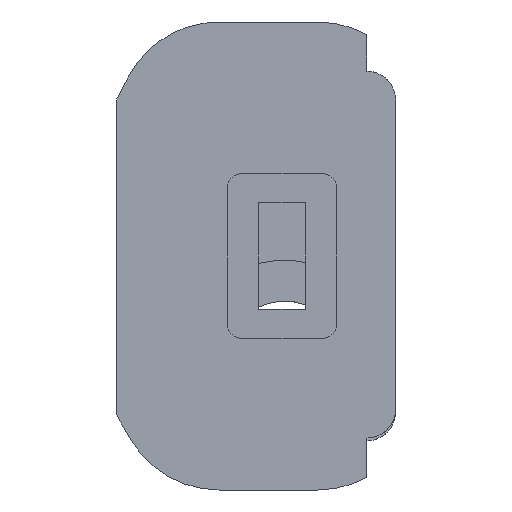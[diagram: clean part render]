
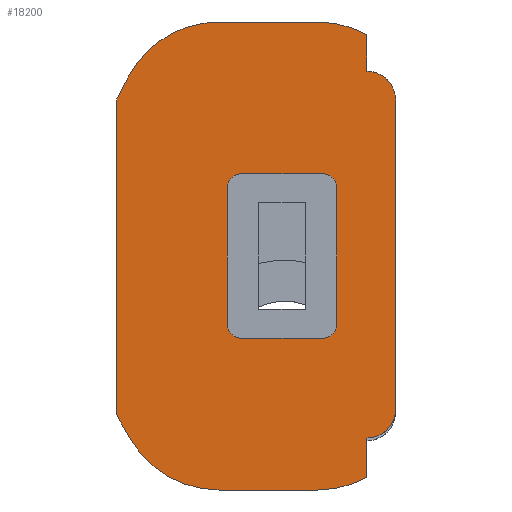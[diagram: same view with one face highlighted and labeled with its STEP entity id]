
A CAD part, left-side view. The second image highlights one B-rep face of the part: STEP entity #18200.
In plain terms, the highlighted planar face has unit normal (-1, 0, 0).
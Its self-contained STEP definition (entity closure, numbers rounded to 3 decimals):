
#2205=FACE_BOUND('',#3389,.T.);
#2350=FACE_OUTER_BOUND('',#3388,.T.);
#3388=EDGE_LOOP('',(#13384,#13385,#13386,#13387,#13388,#13389,#13390,#13391,
#13392,#13393,#13394,#13395,#13396,#13397));
#3389=EDGE_LOOP('',(#13398,#13399,#13400,#13401,#13402,#13403,#13404,#13405));
#4357=CIRCLE('',#19249,1.);
#4358=CIRCLE('',#19252,1.);
#4362=CIRCLE('',#19281,2.1);
#4378=CIRCLE('',#19305,7.5);
#4379=CIRCLE('',#19307,7.5);
#4380=CIRCLE('',#19309,7.5);
#4381=CIRCLE('',#19312,7.5);
#4382=CIRCLE('',#19317,2.1);
#4383=CIRCLE('',#19318,1.);
#4384=CIRCLE('',#19319,1.);
#4552=LINE('',#22146,#5905);
#4744=LINE('',#26196,#6097);
#4747=LINE('',#26204,#6100);
#4788=LINE('',#26306,#6141);
#4806=LINE('',#26378,#6159);
#4809=LINE('',#26386,#6162);
#4811=LINE('',#26389,#6164);
#4812=LINE('',#26391,#6165);
#4813=LINE('',#26393,#6166);
#4814=LINE('',#26396,#6167);
#4815=LINE('',#26398,#6168);
#4816=LINE('',#26402,#6169);
#5905=VECTOR('',#19788,10.);
#6097=VECTOR('',#20202,10.);
#6100=VECTOR('',#20211,10.);
#6141=VECTOR('',#20310,10.);
#6159=VECTOR('',#20384,10.);
#6162=VECTOR('',#20393,10.);
#6164=VECTOR('',#20397,10.);
#6165=VECTOR('',#20400,10.);
#6166=VECTOR('',#20403,10.);
#6167=VECTOR('',#20406,10.);
#6168=VECTOR('',#20407,10.);
#6169=VECTOR('',#20410,10.);
#7249=VERTEX_POINT('',#22139);
#7252=VERTEX_POINT('',#22144);
#8027=VERTEX_POINT('',#26188);
#8028=VERTEX_POINT('',#26190);
#8029=VERTEX_POINT('',#26194);
#8030=VERTEX_POINT('',#26198);
#8031=VERTEX_POINT('',#26202);
#8061=VERTEX_POINT('',#26298);
#8062=VERTEX_POINT('',#26300);
#8063=VERTEX_POINT('',#26304);
#8084=VERTEX_POINT('',#26360);
#8085=VERTEX_POINT('',#26362);
#8086=VERTEX_POINT('',#26366);
#8087=VERTEX_POINT('',#26368);
#8088=VERTEX_POINT('',#26372);
#8089=VERTEX_POINT('',#26374);
#8090=VERTEX_POINT('',#26380);
#8091=VERTEX_POINT('',#26382);
#8092=VERTEX_POINT('',#26394);
#8093=VERTEX_POINT('',#26397);
#8094=VERTEX_POINT('',#26399);
#8095=VERTEX_POINT('',#26401);
#9215=EDGE_CURVE('',#7252,#7249,#4552,.T.);
#10056=EDGE_CURVE('',#8028,#8027,#4357,.T.);
#10059=EDGE_CURVE('',#8027,#8029,#4744,.T.);
#10061=EDGE_CURVE('',#8029,#8030,#4358,.T.);
#10063=EDGE_CURVE('',#8030,#8031,#4747,.T.);
#10111=EDGE_CURVE('',#8061,#8062,#4362,.T.);
#10114=EDGE_CURVE('',#8061,#8063,#4788,.T.);
#10143=EDGE_CURVE('',#8084,#8085,#4378,.T.);
#10145=EDGE_CURVE('',#8087,#8086,#4379,.T.);
#10148=EDGE_CURVE('',#8089,#8088,#4380,.T.);
#10150=EDGE_CURVE('',#8088,#7249,#4806,.T.);
#10152=EDGE_CURVE('',#8091,#8090,#4381,.T.);
#10154=EDGE_CURVE('',#7252,#8091,#4809,.T.);
#10156=EDGE_CURVE('',#8086,#8062,#4811,.T.);
#10157=EDGE_CURVE('',#8085,#8089,#4812,.T.);
#10158=EDGE_CURVE('',#8087,#8090,#4813,.T.);
#10159=EDGE_CURVE('',#8092,#8063,#4382,.T.);
#10160=EDGE_CURVE('',#8092,#8084,#4814,.T.);
#10161=EDGE_CURVE('',#8093,#8028,#4815,.T.);
#10162=EDGE_CURVE('',#8031,#8094,#4383,.T.);
#10163=EDGE_CURVE('',#8094,#8095,#4816,.T.);
#10164=EDGE_CURVE('',#8095,#8093,#4384,.T.);
#13384=ORIENTED_EDGE('',*,*,#10143,.T.);
#13385=ORIENTED_EDGE('',*,*,#10157,.T.);
#13386=ORIENTED_EDGE('',*,*,#10148,.T.);
#13387=ORIENTED_EDGE('',*,*,#10150,.T.);
#13388=ORIENTED_EDGE('',*,*,#9215,.F.);
#13389=ORIENTED_EDGE('',*,*,#10154,.T.);
#13390=ORIENTED_EDGE('',*,*,#10152,.T.);
#13391=ORIENTED_EDGE('',*,*,#10158,.F.);
#13392=ORIENTED_EDGE('',*,*,#10145,.T.);
#13393=ORIENTED_EDGE('',*,*,#10156,.T.);
#13394=ORIENTED_EDGE('',*,*,#10111,.F.);
#13395=ORIENTED_EDGE('',*,*,#10114,.T.);
#13396=ORIENTED_EDGE('',*,*,#10159,.F.);
#13397=ORIENTED_EDGE('',*,*,#10160,.T.);
#13398=ORIENTED_EDGE('',*,*,#10161,.T.);
#13399=ORIENTED_EDGE('',*,*,#10056,.T.);
#13400=ORIENTED_EDGE('',*,*,#10059,.T.);
#13401=ORIENTED_EDGE('',*,*,#10061,.T.);
#13402=ORIENTED_EDGE('',*,*,#10063,.T.);
#13403=ORIENTED_EDGE('',*,*,#10162,.T.);
#13404=ORIENTED_EDGE('',*,*,#10163,.T.);
#13405=ORIENTED_EDGE('',*,*,#10164,.T.);
#17914=PLANE('',#19316);
#18200=ADVANCED_FACE('',(#2350,#2205),#17914,.T.);
#19249=AXIS2_PLACEMENT_3D('',#26191,#20196,#20197);
#19252=AXIS2_PLACEMENT_3D('',#26200,#20206,#20207);
#19281=AXIS2_PLACEMENT_3D('',#26301,#20304,#20305);
#19305=AXIS2_PLACEMENT_3D('',#26364,#20368,#20369);
#19307=AXIS2_PLACEMENT_3D('',#26369,#20373,#20374);
#19309=AXIS2_PLACEMENT_3D('',#26375,#20379,#20380);
#19312=AXIS2_PLACEMENT_3D('',#26383,#20388,#20389);
#19316=AXIS2_PLACEMENT_3D('',#26392,#20401,#20402);
#19317=AXIS2_PLACEMENT_3D('',#26395,#20404,#20405);
#19318=AXIS2_PLACEMENT_3D('',#26400,#20408,#20409);
#19319=AXIS2_PLACEMENT_3D('',#26403,#20411,#20412);
#19788=DIRECTION('',(0.,0.,1.));
#20196=DIRECTION('center_axis',(1.,0.,0.));
#20197=DIRECTION('ref_axis',(0.,0.,-1.));
#20202=DIRECTION('',(0.,1.,0.));
#20206=DIRECTION('center_axis',(1.,0.,0.));
#20207=DIRECTION('ref_axis',(0.,1.,0.));
#20211=DIRECTION('',(0.,0.,1.));
#20304=DIRECTION('center_axis',(1.,0.,0.));
#20305=DIRECTION('ref_axis',(0.,-0.707,-0.707));
#20310=DIRECTION('',(0.,0.,1.));
#20368=DIRECTION('center_axis',(-1.,0.,0.));
#20369=DIRECTION('ref_axis',(0.,-1.,0.));
#20373=DIRECTION('center_axis',(-1.,0.,0.));
#20374=DIRECTION('ref_axis',(0.,0.,-1.));
#20379=DIRECTION('center_axis',(-1.,0.,0.));
#20380=DIRECTION('ref_axis',(0.,0.,1.));
#20384=DIRECTION('',(0.,0.454,-0.891));
#20388=DIRECTION('center_axis',(-1.,0.,0.));
#20389=DIRECTION('ref_axis',(0.,1.,0.));
#20393=DIRECTION('',(0.,-0.498,-0.867));
#20397=DIRECTION('',(0.,0.,1.));
#20400=DIRECTION('',(0.,1.,0.));
#20401=DIRECTION('center_axis',(-1.,0.,0.));
#20402=DIRECTION('ref_axis',(0.,0.,1.));
#20403=DIRECTION('',(0.,1.,0.));
#20404=DIRECTION('center_axis',(1.,0.,0.));
#20405=DIRECTION('ref_axis',(0.,-0.707,0.707));
#20406=DIRECTION('',(0.,0.,1.));
#20407=DIRECTION('',(0.,0.,-1.));
#20408=DIRECTION('center_axis',(1.,0.,0.));
#20409=DIRECTION('ref_axis',(0.,0.,1.));
#20410=DIRECTION('',(0.,-1.,0.));
#20411=DIRECTION('center_axis',(1.,0.,0.));
#20412=DIRECTION('ref_axis',(0.,-1.,0.));
#22139=CARTESIAN_POINT('',(-3.1,20.4,11.4));
#22144=CARTESIAN_POINT('',(-3.1,20.4,-11.6));
#22146=CARTESIAN_POINT('',(-3.1,20.4,-8.55));
#26188=CARTESIAN_POINT('',(-3.1,5.3,-6.));
#26190=CARTESIAN_POINT('',(-3.1,4.3,-5.));
#26191=CARTESIAN_POINT('Origin',(-3.1,5.3,-5.));
#26194=CARTESIAN_POINT('',(-3.1,11.3,-6.));
#26196=CARTESIAN_POINT('',(-3.1,2.65,-6.));
#26198=CARTESIAN_POINT('',(-3.1,12.3,-5.));
#26200=CARTESIAN_POINT('Origin',(-3.1,11.3,-5.));
#26202=CARTESIAN_POINT('',(-3.1,12.3,5.));
#26204=CARTESIAN_POINT('',(-3.1,12.3,-11.05));
#26298=CARTESIAN_POINT('',(-3.1,0.,-11.2));
#26300=CARTESIAN_POINT('',(-3.1,2.1,-13.3));
#26301=CARTESIAN_POINT('Origin',(-3.1,2.1,-11.2));
#26304=CARTESIAN_POINT('',(-3.1,0.,11.4));
#26306=CARTESIAN_POINT('',(-3.1,0.,-17.1));
#26360=CARTESIAN_POINT('',(-3.1,2.1,16.18));
#26362=CARTESIAN_POINT('',(-3.1,5.7,17.1));
#26364=CARTESIAN_POINT('Origin',(-3.1,5.7,9.6));
#26366=CARTESIAN_POINT('',(-3.1,2.1,-16.18));
#26368=CARTESIAN_POINT('',(-3.1,5.7,-17.1));
#26369=CARTESIAN_POINT('Origin',(-3.1,5.7,-9.6));
#26372=CARTESIAN_POINT('',(-3.1,19.583,13.004));
#26374=CARTESIAN_POINT('',(-3.1,12.9,17.1));
#26375=CARTESIAN_POINT('Origin',(-3.1,12.9,9.6));
#26378=CARTESIAN_POINT('',(-3.1,23.653,5.012));
#26380=CARTESIAN_POINT('',(-3.1,12.9,-17.1));
#26382=CARTESIAN_POINT('',(-3.1,19.404,-13.334));
#26383=CARTESIAN_POINT('Origin',(-3.1,12.9,-9.6));
#26386=CARTESIAN_POINT('',(-3.1,16.684,-18.073));
#26389=CARTESIAN_POINT('',(-3.1,2.1,-16.575));
#26391=CARTESIAN_POINT('',(-3.1,0.,17.1));
#26392=CARTESIAN_POINT('Origin',(-3.1,0.,-17.1));
#26393=CARTESIAN_POINT('',(-3.1,18.6,-17.1));
#26394=CARTESIAN_POINT('',(-3.1,2.1,13.5));
#26395=CARTESIAN_POINT('Origin',(-3.1,2.1,11.4));
#26396=CARTESIAN_POINT('',(-3.1,2.1,-0.525));
#26397=CARTESIAN_POINT('',(-3.1,4.3,5.));
#26398=CARTESIAN_POINT('',(-3.1,4.3,-6.05));
#26399=CARTESIAN_POINT('',(-3.1,11.3,6.));
#26400=CARTESIAN_POINT('Origin',(-3.1,11.3,5.));
#26401=CARTESIAN_POINT('',(-3.1,5.3,6.));
#26402=CARTESIAN_POINT('',(-3.1,5.65,6.));
#26403=CARTESIAN_POINT('Origin',(-3.1,5.3,5.));
